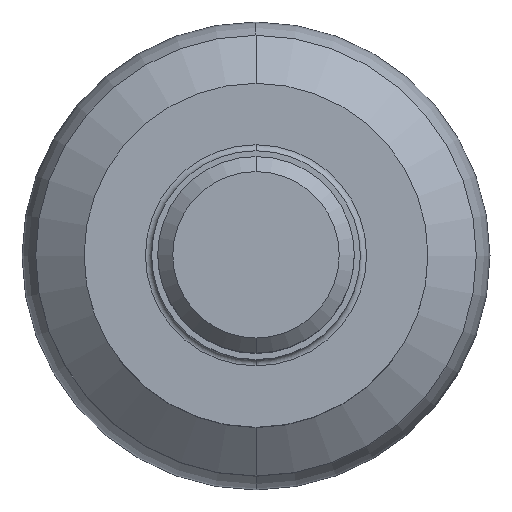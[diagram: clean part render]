
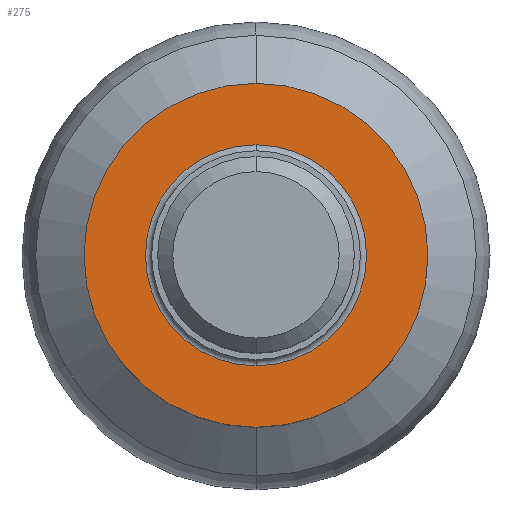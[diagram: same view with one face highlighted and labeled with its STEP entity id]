
A CAD part, top view. The second image highlights one B-rep face of the part: STEP entity #275.
In plain terms, the highlighted planar face has unit normal (0, 0, 1).
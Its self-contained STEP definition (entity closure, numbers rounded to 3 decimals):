
#165=VERTEX_POINT('',#445);
#195=EDGE_CURVE('',#287,#165,#481,.T.);
#245=EDGE_CURVE('',#251,#327,#535,.T.);
#251=VERTEX_POINT('',#542);
#265=EDGE_CURVE('',#327,#251,#556,.T.);
#275=ADVANCED_FACE('',(#569,#570),#571,.T.);
#287=VERTEX_POINT('',#585);
#327=VERTEX_POINT('',#628);
#343=EDGE_CURVE('',#165,#287,#645,.T.);
#445=CARTESIAN_POINT('',(0.0,9.0,0.0));
#481=CIRCLE('',#790,9.0);
#535=CIRCLE('',#858,14.0);
#542=CARTESIAN_POINT('',(0.0,14.0,0.0));
#556=CIRCLE('',#883,14.0);
#569=FACE_OUTER_BOUND('',#896,.T.);
#570=FACE_BOUND('',#897,.T.);
#571=PLANE('',#898);
#585=CARTESIAN_POINT('',(0.,-9.0,0.0));
#628=CARTESIAN_POINT('',(0.,-14.0,0.0));
#645=CIRCLE('',#1001,9.0);
#790=AXIS2_PLACEMENT_3D('',#1178,#1179,#1180);
#858=AXIS2_PLACEMENT_3D('',#1241,#1242,#1243);
#883=AXIS2_PLACEMENT_3D('',#1261,#1262,#1263);
#896=EDGE_LOOP('',(#1289,#1290));
#897=EDGE_LOOP('',(#1291,#1292));
#898=AXIS2_PLACEMENT_3D('',#1293,#1294,#1295);
#1001=AXIS2_PLACEMENT_3D('',#1388,#1389,#1390);
#1178=CARTESIAN_POINT('',(0.0,0.0,0.0));
#1179=DIRECTION('',(0.0,0.0,-1.0));
#1180=DIRECTION('',(0.0,1.0,0.0));
#1241=CARTESIAN_POINT('',(0.0,0.0,0.0));
#1242=DIRECTION('',(0.0,0.0,-1.0));
#1243=DIRECTION('',(0.0,1.0,0.0));
#1261=CARTESIAN_POINT('',(0.0,0.0,0.0));
#1262=DIRECTION('',(0.0,0.0,-1.0));
#1263=DIRECTION('',(0.0,1.0,0.0));
#1289=ORIENTED_EDGE('',*,*,#245,.F.);
#1290=ORIENTED_EDGE('',*,*,#265,.F.);
#1291=ORIENTED_EDGE('',*,*,#343,.T.);
#1292=ORIENTED_EDGE('',*,*,#195,.T.);
#1293=CARTESIAN_POINT('',(0.0,7.0,0.0));
#1294=DIRECTION('',(-0.0,0.0,1.0));
#1295=DIRECTION('',(0.0,-1.0,0.0));
#1388=CARTESIAN_POINT('',(0.0,0.0,0.0));
#1389=DIRECTION('',(0.0,0.0,-1.0));
#1390=DIRECTION('',(0.0,1.0,0.0));
